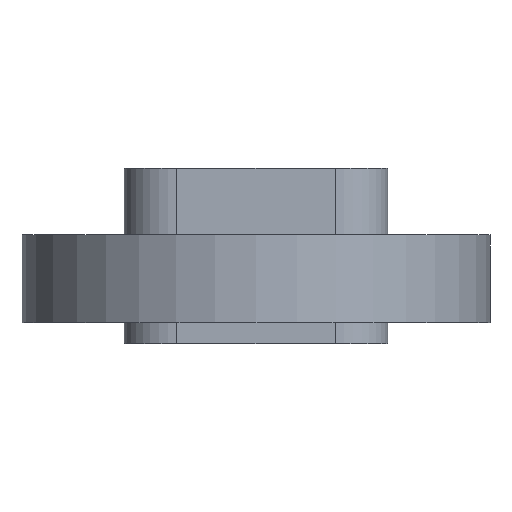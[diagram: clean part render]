
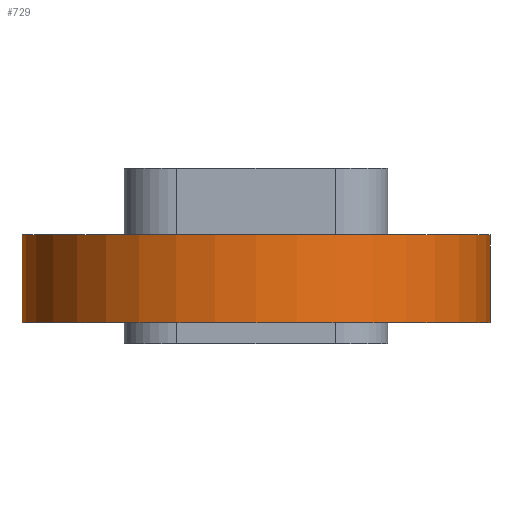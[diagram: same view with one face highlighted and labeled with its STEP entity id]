
A CAD part, front view. The second image highlights one B-rep face of the part: STEP entity #729.
In plain terms, the highlighted cylindrical face has radius 16.891 mm (diameter 33.782 mm), a partial arc.
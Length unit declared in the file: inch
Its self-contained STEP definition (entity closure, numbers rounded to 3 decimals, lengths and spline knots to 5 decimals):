
#70 = VERTEX_POINT ( 'NONE', #2137 ) ;
#273 = CARTESIAN_POINT ( 'NONE',  ( 0.665, 0., 0. ) ) ;
#333 = CIRCLE ( 'NONE', #1412, 0.665 ) ;
#475 = CIRCLE ( 'NONE', #1254, 0.665 ) ;
#573 = CARTESIAN_POINT ( 'NONE',  ( -0.665, 0., -0.25 ) ) ;
#658 = ORIENTED_EDGE ( 'NONE', *, *, #991, .T. ) ;
#726 = AXIS2_PLACEMENT_3D ( 'NONE', #1829, #1121, #2881 ) ;
#729 = ADVANCED_FACE ( 'NONE', ( #3201 ), #1020, .T. ) ;
#760 = ORIENTED_EDGE ( 'NONE', *, *, #1765, .F. ) ;
#991 = EDGE_CURVE ( 'NONE', #2136, #1831, #475, .T. ) ;
#1020 = CYLINDRICAL_SURFACE ( 'NONE', #726, 0.665 ) ;
#1068 = ORIENTED_EDGE ( 'NONE', *, *, #2701, .F. ) ;
#1121 = DIRECTION ( 'NONE',  ( 0., 0., 1. ) ) ;
#1252 = LINE ( 'NONE', #573, #3053 ) ;
#1254 = AXIS2_PLACEMENT_3D ( 'NONE', #2327, #1282, #3035 ) ;
#1282 = DIRECTION ( 'NONE',  ( 0., 0., 1. ) ) ;
#1412 = AXIS2_PLACEMENT_3D ( 'NONE', #2306, #2337, #1799 ) ;
#1460 = VERTEX_POINT ( 'NONE', #273 ) ;
#1482 = EDGE_LOOP ( 'NONE', ( #760, #658, #2762, #1068 ) ) ;
#1504 = EDGE_CURVE ( 'NONE', #1831, #1460, #2343, .T. ) ;
#1765 = EDGE_CURVE ( 'NONE', #2136, #70, #1252, .T. ) ;
#1799 = DIRECTION ( 'NONE',  ( 1., 0., 0. ) ) ;
#1829 = CARTESIAN_POINT ( 'NONE',  ( 0., 0., -0.25 ) ) ;
#1831 = VERTEX_POINT ( 'NONE', #2172 ) ;
#2136 = VERTEX_POINT ( 'NONE', #2931 ) ;
#2137 = CARTESIAN_POINT ( 'NONE',  ( -0.665, 0., 0. ) ) ;
#2172 = CARTESIAN_POINT ( 'NONE',  ( 0.665, 0., -0.25 ) ) ;
#2306 = CARTESIAN_POINT ( 'NONE',  ( 0., 0., 0. ) ) ;
#2327 = CARTESIAN_POINT ( 'NONE',  ( 0., 0., -0.25 ) ) ;
#2337 = DIRECTION ( 'NONE',  ( 0., 0., 1. ) ) ;
#2343 = LINE ( 'NONE', #2809, #2476 ) ;
#2476 = VECTOR ( 'NONE', #2609, 39.37008 ) ;
#2609 = DIRECTION ( 'NONE',  ( 0., 0., 1. ) ) ;
#2701 = EDGE_CURVE ( 'NONE', #70, #1460, #333, .T. ) ;
#2762 = ORIENTED_EDGE ( 'NONE', *, *, #1504, .T. ) ;
#2809 = CARTESIAN_POINT ( 'NONE',  ( 0.665, 0., -0.25 ) ) ;
#2881 = DIRECTION ( 'NONE',  ( 1., 0., 0. ) ) ;
#2931 = CARTESIAN_POINT ( 'NONE',  ( -0.665, 0., -0.25 ) ) ;
#3035 = DIRECTION ( 'NONE',  ( 1., 0., 0. ) ) ;
#3053 = VECTOR ( 'NONE', #3116, 39.37008 ) ;
#3116 = DIRECTION ( 'NONE',  ( 0., 0., 1. ) ) ;
#3201 = FACE_OUTER_BOUND ( 'NONE', #1482, .T. ) ;
